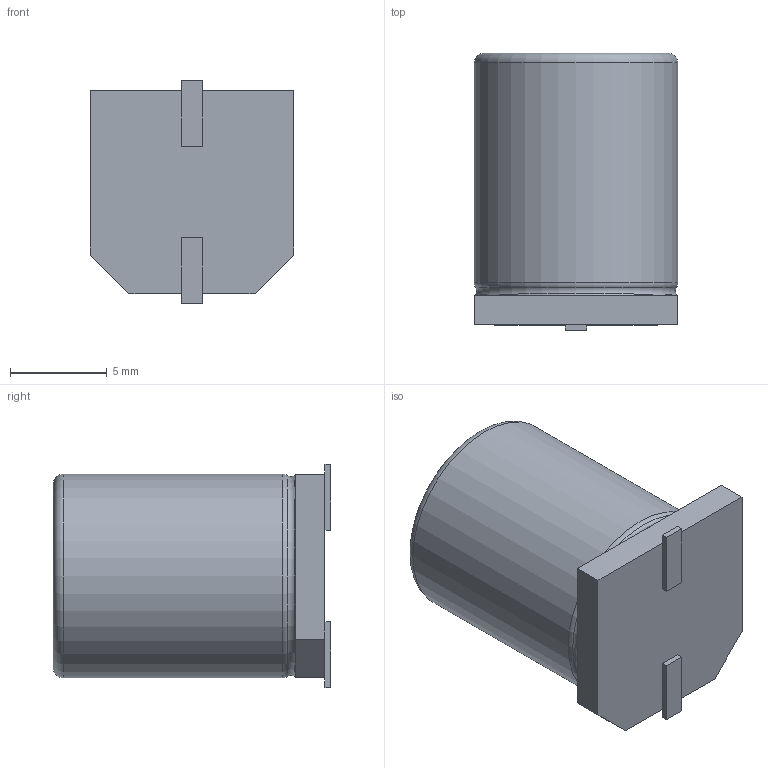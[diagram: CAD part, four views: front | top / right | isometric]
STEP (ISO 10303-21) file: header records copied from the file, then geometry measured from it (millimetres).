
FILE_DESCRIPTION(/* description */ (''),/* implementation_level */ '2;1');
FILE_NAME(/* name */ 'Capacitor-UCL1V471MNL1GS.ipt.step',/* time_stamp */ '2017-01-04T15:01:07-08:00',/* author */ ('PhillipD'),/* organization */ (''),/* preprocessor_version */ 'ST-DEVELOPER v16.5',/* originating_system */ 'Autodesk Inventor 2017',/* authorisation */ '');
FILE_SCHEMA (('AUTOMOTIVE_DESIGN { 1 0 10303 214 3 1 1 }'));
Length unit declared in the file: millimetre
Products named in the file (1): Capacitor-UCL1V471MNL1GS
Bounding box: 10.5 x 14.3 x 11.5 mm (x, y, z)
Volume: 1240.7 mm3; surface area: 686.9 mm2
Topology: 1 solids, 1 shells, 26 faces, 62 edges, 39 vertices
Faces by surface type: plane 21, torus 4, cylinder 1
Full cylindrical faces by diameter (mm): 10.5 x1
Entity records: 760 total; most frequent: CARTESIAN_POINT 121, DIRECTION 116, ORIENTED_EDGE 112, EDGE_CURVE 56, LINE 50, VECTOR 50, VERTEX_POINT 38, AXIS2_PLACEMENT_3D 33
